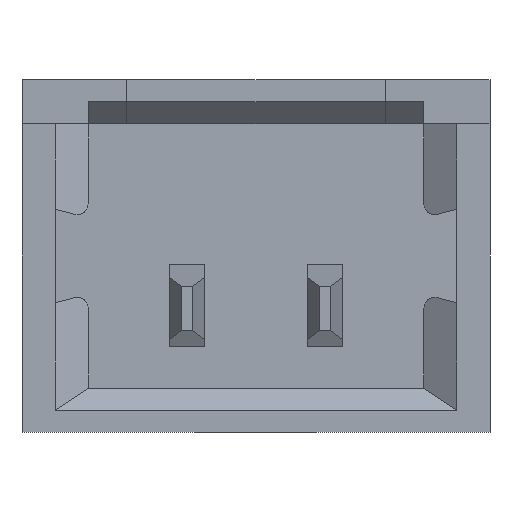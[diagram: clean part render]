
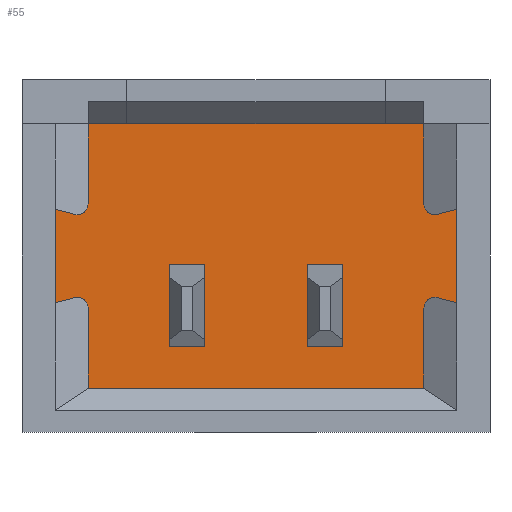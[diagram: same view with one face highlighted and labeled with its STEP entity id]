
A CAD part, front view. The second image highlights one B-rep face of the part: STEP entity #55.
In plain terms, the highlighted planar face has unit normal (0, -1, 0).
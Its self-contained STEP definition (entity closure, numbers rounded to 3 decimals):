
#55=ADVANCED_FACE('',(#143,#144,#145),#146,.F.);
#143=FACE_BOUND('',#314,.T.);
#144=FACE_OUTER_BOUND('',#315,.T.);
#145=FACE_BOUND('',#316,.T.);
#146=PLANE('',#317);
#314=EDGE_LOOP('',(#505,#506,#507,#508));
#315=EDGE_LOOP('',(#509,#510,#511,#512,#513,#514,#515,#516,#517,#518,#519,#520,#521,#522,#523,#524,#525,#526,#527,#528));
#316=EDGE_LOOP('',(#529,#530,#531,#532));
#317=AXIS2_PLACEMENT_3D('',#533,#534,#535);
#505=ORIENTED_EDGE('',*,*,#1168,.T.);
#506=ORIENTED_EDGE('',*,*,#1169,.T.);
#507=ORIENTED_EDGE('',*,*,#1170,.F.);
#508=ORIENTED_EDGE('',*,*,#1171,.F.);
#509=ORIENTED_EDGE('',*,*,#1172,.F.);
#510=ORIENTED_EDGE('',*,*,#1173,.F.);
#511=ORIENTED_EDGE('',*,*,#1174,.F.);
#512=ORIENTED_EDGE('',*,*,#1167,.F.);
#513=ORIENTED_EDGE('',*,*,#1175,.F.);
#514=ORIENTED_EDGE('',*,*,#1176,.F.);
#515=ORIENTED_EDGE('',*,*,#1177,.F.);
#516=ORIENTED_EDGE('',*,*,#1178,.F.);
#517=ORIENTED_EDGE('',*,*,#1163,.F.);
#518=ORIENTED_EDGE('',*,*,#1179,.F.);
#519=ORIENTED_EDGE('',*,*,#1180,.F.);
#520=ORIENTED_EDGE('',*,*,#1181,.F.);
#521=ORIENTED_EDGE('',*,*,#1157,.F.);
#522=ORIENTED_EDGE('',*,*,#1182,.F.);
#523=ORIENTED_EDGE('',*,*,#1183,.F.);
#524=ORIENTED_EDGE('',*,*,#1184,.F.);
#525=ORIENTED_EDGE('',*,*,#1185,.F.);
#526=ORIENTED_EDGE('',*,*,#1153,.F.);
#527=ORIENTED_EDGE('',*,*,#1186,.F.);
#528=ORIENTED_EDGE('',*,*,#1187,.F.);
#529=ORIENTED_EDGE('',*,*,#1188,.F.);
#530=ORIENTED_EDGE('',*,*,#1189,.T.);
#531=ORIENTED_EDGE('',*,*,#1190,.T.);
#532=ORIENTED_EDGE('',*,*,#1191,.F.);
#533=CARTESIAN_POINT('',(-1.625,3.95,1.125));
#534=DIRECTION('',(-0.0,1.0,0.0));
#535=DIRECTION('',(1.0,0.0,0.0));
#1153=EDGE_CURVE('',#1366,#1369,#1370,.T.);
#1157=EDGE_CURVE('',#1374,#1377,#1378,.T.);
#1163=EDGE_CURVE('',#1387,#1383,#1389,.T.);
#1167=EDGE_CURVE('',#1395,#1391,#1397,.T.);
#1168=EDGE_CURVE('',#1398,#1399,#1400,.T.);
#1169=EDGE_CURVE('',#1399,#1401,#1402,.T.);
#1170=EDGE_CURVE('',#1403,#1401,#1404,.T.);
#1171=EDGE_CURVE('',#1398,#1403,#1405,.T.);
#1172=EDGE_CURVE('',#1406,#1407,#1408,.T.);
#1173=EDGE_CURVE('',#1409,#1406,#1410,.T.);
#1174=EDGE_CURVE('',#1391,#1409,#1411,.T.);
#1175=EDGE_CURVE('',#1412,#1395,#1413,.T.);
#1176=EDGE_CURVE('',#1414,#1412,#1415,.T.);
#1177=EDGE_CURVE('',#1416,#1414,#1417,.T.);
#1178=EDGE_CURVE('',#1383,#1416,#1418,.T.);
#1179=EDGE_CURVE('',#1419,#1387,#1420,.T.);
#1180=EDGE_CURVE('',#1421,#1419,#1422,.T.);
#1181=EDGE_CURVE('',#1377,#1421,#1423,.T.);
#1182=EDGE_CURVE('',#1424,#1374,#1425,.T.);
#1183=EDGE_CURVE('',#1426,#1424,#1427,.T.);
#1184=EDGE_CURVE('',#1428,#1426,#1429,.T.);
#1185=EDGE_CURVE('',#1369,#1428,#1430,.T.);
#1186=EDGE_CURVE('',#1431,#1366,#1432,.T.);
#1187=EDGE_CURVE('',#1407,#1431,#1433,.T.);
#1188=EDGE_CURVE('',#1434,#1435,#1436,.T.);
#1189=EDGE_CURVE('',#1434,#1437,#1438,.T.);
#1190=EDGE_CURVE('',#1437,#1439,#1440,.T.);
#1191=EDGE_CURVE('',#1435,#1439,#1441,.T.);
#1366=VERTEX_POINT('',#1718);
#1369=VERTEX_POINT('',#1722);
#1370=CIRCLE('',#1723,0.1);
#1374=VERTEX_POINT('',#1728);
#1377=VERTEX_POINT('',#1732);
#1378=CIRCLE('',#1733,0.1);
#1383=VERTEX_POINT('',#1739);
#1387=VERTEX_POINT('',#1744);
#1389=CIRCLE('',#1747,0.1);
#1391=VERTEX_POINT('',#1749);
#1395=VERTEX_POINT('',#1754);
#1397=CIRCLE('',#1757,0.1);
#1398=VERTEX_POINT('',#1758);
#1399=VERTEX_POINT('',#1759);
#1400=LINE('',#1760,#1761);
#1401=VERTEX_POINT('',#1762);
#1402=LINE('',#1763,#1764);
#1403=VERTEX_POINT('',#1765);
#1404=LINE('',#1766,#1767);
#1405=LINE('',#1768,#1769);
#1406=VERTEX_POINT('',#1770);
#1407=VERTEX_POINT('',#1771);
#1408=LINE('',#1772,#1773);
#1409=VERTEX_POINT('',#1774);
#1410=LINE('',#1775,#1776);
#1411=CIRCLE('',#1777,0.1);
#1412=VERTEX_POINT('',#1778);
#1413=LINE('',#1779,#1780);
#1414=VERTEX_POINT('',#1781);
#1415=LINE('',#1782,#1783);
#1416=VERTEX_POINT('',#1784);
#1417=LINE('',#1785,#1786);
#1418=CIRCLE('',#1787,0.1);
#1419=VERTEX_POINT('',#1788);
#1420=LINE('',#1789,#1790);
#1421=VERTEX_POINT('',#1791);
#1422=LINE('',#1792,#1793);
#1423=LINE('',#1794,#1795);
#1424=VERTEX_POINT('',#1796);
#1425=CIRCLE('',#1797,0.1);
#1426=VERTEX_POINT('',#1798);
#1427=LINE('',#1799,#1800);
#1428=VERTEX_POINT('',#1801);
#1429=LINE('',#1802,#1803);
#1430=LINE('',#1804,#1805);
#1431=VERTEX_POINT('',#1806);
#1432=CIRCLE('',#1807,0.1);
#1433=LINE('',#1808,#1809);
#1434=VERTEX_POINT('',#1810);
#1435=VERTEX_POINT('',#1811);
#1436=LINE('',#1812,#1813);
#1437=VERTEX_POINT('',#1814);
#1438=LINE('',#1815,#1816);
#1439=VERTEX_POINT('',#1817);
#1440=LINE('',#1818,#1819);
#1441=LINE('',#1820,#1821);
#1718=CARTESIAN_POINT('',(-1.625,3.95,1.975));
#1722=CARTESIAN_POINT('',(-1.525,3.95,2.075));
#1723=AXIS2_PLACEMENT_3D('',#2269,#2270,#2271);
#1728=CARTESIAN_POINT('',(1.625,3.95,1.975));
#1732=CARTESIAN_POINT('',(1.651,3.95,1.978));
#1733=AXIS2_PLACEMENT_3D('',#2277,#2278,#2279);
#1739=CARTESIAN_POINT('',(1.625,3.95,1.225));
#1744=CARTESIAN_POINT('',(1.651,3.95,1.222));
#1747=AXIS2_PLACEMENT_3D('',#2289,#2290,#2291);
#1749=CARTESIAN_POINT('',(-1.625,3.95,1.225));
#1754=CARTESIAN_POINT('',(-1.525,3.95,1.125));
#1757=AXIS2_PLACEMENT_3D('',#2297,#2298,#2299);
#1758=CARTESIAN_POINT('',(0.785,3.95,1.525));
#1759=CARTESIAN_POINT('',(0.785,3.95,0.775));
#1760=CARTESIAN_POINT('',(0.785,3.95,1.125));
#1761=VECTOR('',#2300,1.0);
#1762=CARTESIAN_POINT('',(0.465,3.95,0.775));
#1763=CARTESIAN_POINT('',(0.785,3.95,0.775));
#1764=VECTOR('',#2301,1.0);
#1765=CARTESIAN_POINT('',(0.465,3.95,1.525));
#1766=CARTESIAN_POINT('',(0.465,3.95,1.125));
#1767=VECTOR('',#2302,1.0);
#1768=CARTESIAN_POINT('',(0.785,3.95,1.525));
#1769=VECTOR('',#2303,1.0);
#1770=CARTESIAN_POINT('',(-1.825,3.95,1.175));
#1771=CARTESIAN_POINT('',(-1.825,3.95,2.025));
#1772=CARTESIAN_POINT('',(-1.825,3.95,2.025));
#1773=VECTOR('',#2304,1.0);
#1774=CARTESIAN_POINT('',(-1.651,3.95,1.222));
#1775=CARTESIAN_POINT('',(-1.825,3.95,1.175));
#1776=VECTOR('',#2305,1.0);
#1777=AXIS2_PLACEMENT_3D('',#2306,#2307,#2308);
#1778=CARTESIAN_POINT('',(-1.525,3.95,0.4));
#1779=CARTESIAN_POINT('',(-1.525,3.95,1.125));
#1780=VECTOR('',#2309,1.0);
#1781=CARTESIAN_POINT('',(1.525,3.95,0.4));
#1782=CARTESIAN_POINT('',(-1.525,3.95,0.4));
#1783=VECTOR('',#2310,1.0);
#1784=CARTESIAN_POINT('',(1.525,3.95,1.125));
#1785=CARTESIAN_POINT('',(1.525,3.95,0.4));
#1786=VECTOR('',#2311,1.0);
#1787=AXIS2_PLACEMENT_3D('',#2312,#2313,#2314);
#1788=CARTESIAN_POINT('',(1.825,3.95,1.175));
#1789=CARTESIAN_POINT('',(1.651,3.95,1.222));
#1790=VECTOR('',#2315,1.0);
#1791=CARTESIAN_POINT('',(1.825,3.95,2.025));
#1792=CARTESIAN_POINT('',(1.825,3.95,1.175));
#1793=VECTOR('',#2316,1.0);
#1794=CARTESIAN_POINT('',(1.825,3.95,2.025));
#1795=VECTOR('',#2317,1.0);
#1796=CARTESIAN_POINT('',(1.525,3.95,2.075));
#1797=AXIS2_PLACEMENT_3D('',#2318,#2319,#2320);
#1798=CARTESIAN_POINT('',(1.525,3.95,2.8));
#1799=CARTESIAN_POINT('',(1.525,3.95,2.075));
#1800=VECTOR('',#2321,1.0);
#1801=CARTESIAN_POINT('',(-1.525,3.95,2.8));
#1802=CARTESIAN_POINT('',(1.525,3.95,2.8));
#1803=VECTOR('',#2322,1.0);
#1804=CARTESIAN_POINT('',(-1.525,3.95,2.8));
#1805=VECTOR('',#2323,1.0);
#1806=CARTESIAN_POINT('',(-1.651,3.95,1.978));
#1807=AXIS2_PLACEMENT_3D('',#2324,#2325,#2326);
#1808=CARTESIAN_POINT('',(-1.651,3.95,1.978));
#1809=VECTOR('',#2327,1.0);
#1810=CARTESIAN_POINT('',(-0.465,3.95,1.525));
#1811=CARTESIAN_POINT('',(-0.785,3.95,1.525));
#1812=CARTESIAN_POINT('',(-0.465,3.95,1.525));
#1813=VECTOR('',#2328,1.0);
#1814=CARTESIAN_POINT('',(-0.465,3.95,0.775));
#1815=CARTESIAN_POINT('',(-0.465,3.95,1.125));
#1816=VECTOR('',#2329,1.0);
#1817=CARTESIAN_POINT('',(-0.785,3.95,0.775));
#1818=CARTESIAN_POINT('',(-0.465,3.95,0.775));
#1819=VECTOR('',#2330,1.0);
#1820=CARTESIAN_POINT('',(-0.785,3.95,1.125));
#1821=VECTOR('',#2331,1.0);
#2269=CARTESIAN_POINT('',(-1.625,3.95,2.075));
#2270=DIRECTION('',(0.0,-1.0,0.0));
#2271=DIRECTION('',(1.0,0.0,0.0));
#2277=CARTESIAN_POINT('',(1.625,3.95,2.075));
#2278=DIRECTION('',(0.0,-1.0,0.0));
#2279=DIRECTION('',(-1.0,0.0,0.0));
#2289=CARTESIAN_POINT('',(1.625,3.95,1.125));
#2290=DIRECTION('',(0.0,-1.0,0.0));
#2291=DIRECTION('',(-1.0,0.0,0.0));
#2297=CARTESIAN_POINT('',(-1.625,3.95,1.125));
#2298=DIRECTION('',(0.0,-1.0,0.0));
#2299=DIRECTION('',(1.0,0.0,0.0));
#2300=DIRECTION('',(0.0,0.0,-1.0));
#2301=DIRECTION('',(-1.0,0.0,0.0));
#2302=DIRECTION('',(0.0,0.0,-1.0));
#2303=DIRECTION('',(-1.0,0.0,0.0));
#2304=DIRECTION('',(0.0,0.0,1.0));
#2305=DIRECTION('',(-0.966,0.0,-0.258));
#2306=CARTESIAN_POINT('',(-1.625,3.95,1.125));
#2307=DIRECTION('',(0.0,-1.0,0.0));
#2308=DIRECTION('',(1.0,0.0,0.0));
#2309=DIRECTION('',(0.,0.0,1.0));
#2310=DIRECTION('',(-1.0,0.0,0.));
#2311=DIRECTION('',(0.,0.0,-1.0));
#2312=CARTESIAN_POINT('',(1.625,3.95,1.125));
#2313=DIRECTION('',(0.0,-1.0,0.0));
#2314=DIRECTION('',(-1.0,0.0,0.0));
#2315=DIRECTION('',(-0.966,0.0,0.258));
#2316=DIRECTION('',(0.0,0.0,-1.0));
#2317=DIRECTION('',(0.966,0.0,0.258));
#2318=CARTESIAN_POINT('',(1.625,3.95,2.075));
#2319=DIRECTION('',(0.0,-1.0,0.0));
#2320=DIRECTION('',(-1.0,0.0,0.0));
#2321=DIRECTION('',(0.,0.0,-1.0));
#2322=DIRECTION('',(1.0,0.0,0.));
#2323=DIRECTION('',(0.,0.0,1.0));
#2324=CARTESIAN_POINT('',(-1.625,3.95,2.075));
#2325=DIRECTION('',(0.0,-1.0,0.0));
#2326=DIRECTION('',(1.0,0.0,0.0));
#2327=DIRECTION('',(0.966,0.0,-0.258));
#2328=DIRECTION('',(-1.0,0.0,0.0));
#2329=DIRECTION('',(0.0,0.0,-1.0));
#2330=DIRECTION('',(-1.0,0.0,0.0));
#2331=DIRECTION('',(0.0,0.0,-1.0));
